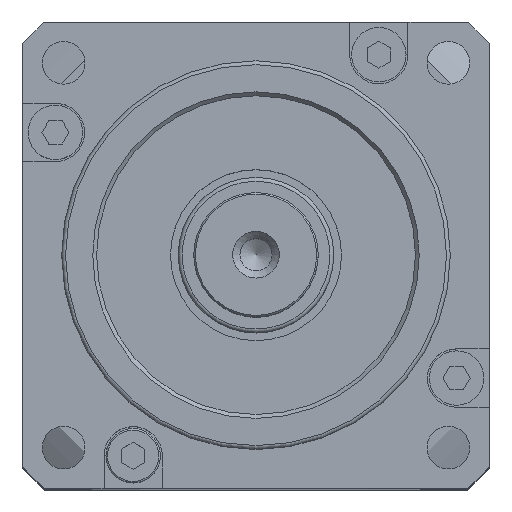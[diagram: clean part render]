
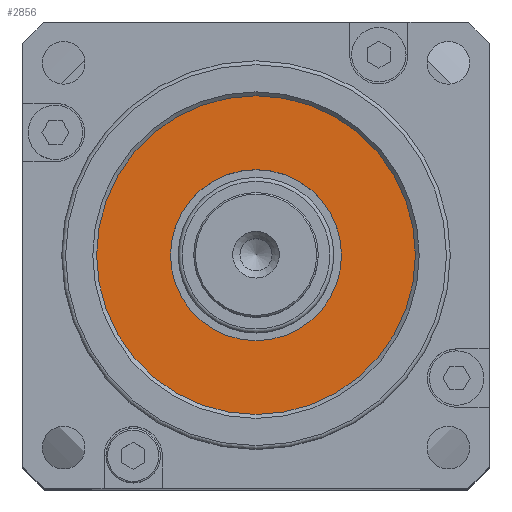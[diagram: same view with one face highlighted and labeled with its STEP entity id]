
A CAD part, top view. The second image highlights one B-rep face of the part: STEP entity #2856.
In plain terms, the highlighted planar face has unit normal (0, 0, 1).
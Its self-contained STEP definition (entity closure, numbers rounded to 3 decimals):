
#1598 = EDGE_CURVE( '', #4116, #4116, #4117, .T. );
#1845 = EDGE_CURVE( '', #4481, #4481, #4482, .T. );
#2856 = ADVANCED_FACE( '', ( #5816, #5817 ), #5818, .F. );
#4116 = VERTEX_POINT( '', #7661 );
#4117 = CIRCLE( '', #7662, 20.5 );
#4481 = VERTEX_POINT( '', #8248 );
#4482 = CIRCLE( '', #8249, 11. );
#5816 = FACE_OUTER_BOUND( '', #10453, .T. );
#5817 = FACE_BOUND( '', #10454, .T. );
#5818 = PLANE( '', #10455 );
#7661 = CARTESIAN_POINT( '', ( -20.5, 0., 121.2 ) );
#7662 = AXIS2_PLACEMENT_3D( '', #11944, #11945, #11946 );
#8248 = CARTESIAN_POINT( '', ( -11., 0., 121.2 ) );
#8249 = AXIS2_PLACEMENT_3D( '', #12380, #12381, #12382 );
#10453 = EDGE_LOOP( '', ( #14002 ) );
#10454 = EDGE_LOOP( '', ( #14003 ) );
#10455 = AXIS2_PLACEMENT_3D( '', #14004, #14005, #14006 );
#11944 = CARTESIAN_POINT( '', ( 0., 0., 121.2 ) );
#11945 = DIRECTION( '', ( 0., 0., -1. ) );
#11946 = DIRECTION( '', ( -1., 0., 0. ) );
#12380 = CARTESIAN_POINT( '', ( 0., 0., 121.2 ) );
#12381 = DIRECTION( '', ( 0., 0., -1. ) );
#12382 = DIRECTION( '', ( -1., 0., 0. ) );
#14002 = ORIENTED_EDGE( '', *, *, #1598, .F. );
#14003 = ORIENTED_EDGE( '', *, *, #1845, .T. );
#14004 = CARTESIAN_POINT( '', ( 0., 0., 121.2 ) );
#14005 = DIRECTION( '', ( 0., 0., -1. ) );
#14006 = DIRECTION( '', ( 0., -1., 0. ) );
